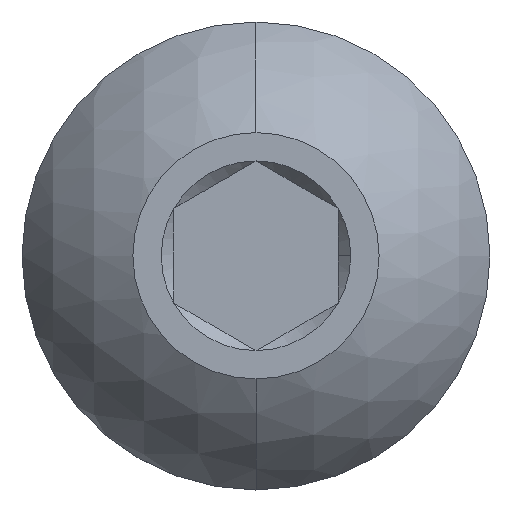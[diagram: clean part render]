
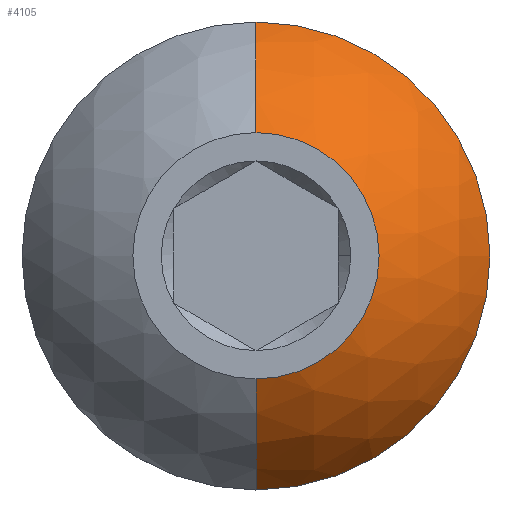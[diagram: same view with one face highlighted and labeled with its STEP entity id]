
A CAD part, top view. The second image highlights one B-rep face of the part: STEP entity #4105.
In plain terms, the highlighted spherical face has radius 3.172 mm.
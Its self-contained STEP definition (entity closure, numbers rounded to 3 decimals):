
#48 = AXIS2_PLACEMENT_3D ( 'NONE', #4446, #333, #675 ) ;
#89 = ORIENTED_EDGE ( 'NONE', *, *, #2987, .T. ) ;
#107 = EDGE_CURVE ( 'NONE', #3109, #4180, #2320, .T. ) ;
#147 = CARTESIAN_POINT ( 'NONE',  ( 0., -1.5, 0. ) ) ;
#207 = CIRCLE ( 'NONE', #48, 1.5 ) ;
#265 = DIRECTION ( 'NONE',  ( 1., 0., 0. ) ) ;
#286 = EDGE_CURVE ( 'NONE', #4478, #3104, #2947, .T. ) ;
#333 = DIRECTION ( 'NONE',  ( 0., 0., 1. ) ) ;
#417 = ORIENTED_EDGE ( 'NONE', *, *, #2512, .F. ) ;
#431 = AXIS2_PLACEMENT_3D ( 'NONE', #725, #2581, #2567 ) ;
#446 = VERTEX_POINT ( 'NONE', #4073 ) ;
#675 = DIRECTION ( 'NONE',  ( 1., 0., 0. ) ) ;
#697 = ORIENTED_EDGE ( 'NONE', *, *, #1608, .T. ) ;
#710 = EDGE_LOOP ( 'NONE', ( #697, #4533, #89, #417, #4282 ) ) ;
#725 = CARTESIAN_POINT ( 'NONE',  ( 0., 0., -2.795 ) ) ;
#1135 = AXIS2_PLACEMENT_3D ( 'NONE', #2310, #4176, #2328 ) ;
#1608 = EDGE_CURVE ( 'NONE', #3109, #4478, #2124, .T. ) ;
#1646 = DIRECTION ( 'NONE',  ( 1., 0., 0. ) ) ;
#1780 = CARTESIAN_POINT ( 'NONE',  ( 0., 0., -2.795 ) ) ;
#2124 = CIRCLE ( 'NONE', #1135, 2.85 ) ;
#2310 = CARTESIAN_POINT ( 'NONE',  ( 0., 0., -1.403 ) ) ;
#2320 = CIRCLE ( 'NONE', #431, 3.172 ) ;
#2328 = DIRECTION ( 'NONE',  ( 1., 0., 0. ) ) ;
#2492 = DIRECTION ( 'NONE',  ( 0., 1., 0. ) ) ;
#2512 = EDGE_CURVE ( 'NONE', #4180, #446, #207, .T. ) ;
#2567 = DIRECTION ( 'NONE',  ( 0., -1., 0. ) ) ;
#2576 = CARTESIAN_POINT ( 'NONE',  ( 0., -2.85, -1.403 ) ) ;
#2581 = DIRECTION ( 'NONE',  ( -1., 0., 0. ) ) ;
#2614 = DIRECTION ( 'NONE',  ( 1., 0., 0. ) ) ;
#2679 = AXIS2_PLACEMENT_3D ( 'NONE', #2757, #2810, #1646 ) ;
#2757 = CARTESIAN_POINT ( 'NONE',  ( 0., 0., -1.403 ) ) ;
#2810 = DIRECTION ( 'NONE',  ( 0., 0., 1. ) ) ;
#2820 = FACE_OUTER_BOUND ( 'NONE', #710, .T. ) ;
#2878 = CARTESIAN_POINT ( 'NONE',  ( 0., 2.85, -1.403 ) ) ;
#2918 = CARTESIAN_POINT ( 'NONE',  ( 2.85, 0., -1.403 ) ) ;
#2947 = CIRCLE ( 'NONE', #2679, 2.85 ) ;
#2987 = EDGE_CURVE ( 'NONE', #3104, #446, #4502, .T. ) ;
#3104 = VERTEX_POINT ( 'NONE', #2878 ) ;
#3109 = VERTEX_POINT ( 'NONE', #2576 ) ;
#3377 = AXIS2_PLACEMENT_3D ( 'NONE', #1780, #265, #2492 ) ;
#3968 = SPHERICAL_SURFACE ( 'NONE', #4604, 3.172 ) ;
#4073 = CARTESIAN_POINT ( 'NONE',  ( 0., 1.5, 0. ) ) ;
#4105 = ADVANCED_FACE ( 'NONE', ( #2820 ), #3968, .T. ) ;
#4176 = DIRECTION ( 'NONE',  ( 0., 0., 1. ) ) ;
#4180 = VERTEX_POINT ( 'NONE', #147 ) ;
#4282 = ORIENTED_EDGE ( 'NONE', *, *, #107, .F. ) ;
#4439 = DIRECTION ( 'NONE',  ( 0., -1., 0. ) ) ;
#4446 = CARTESIAN_POINT ( 'NONE',  ( 0., 0., 0. ) ) ;
#4472 = CARTESIAN_POINT ( 'NONE',  ( 0., 0., -2.795 ) ) ;
#4478 = VERTEX_POINT ( 'NONE', #2918 ) ;
#4502 = CIRCLE ( 'NONE', #3377, 3.172 ) ;
#4533 = ORIENTED_EDGE ( 'NONE', *, *, #286, .T. ) ;
#4604 = AXIS2_PLACEMENT_3D ( 'NONE', #4472, #2614, #4439 ) ;
